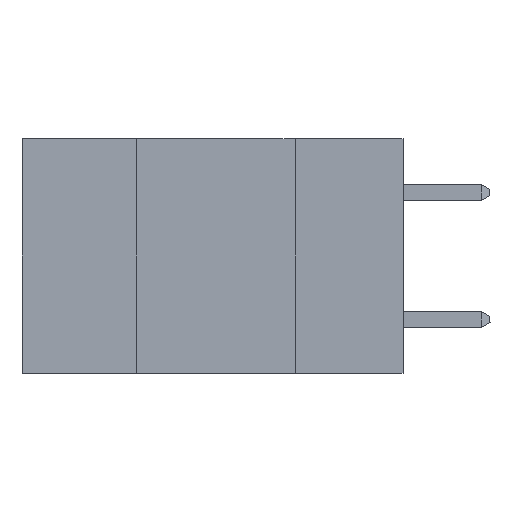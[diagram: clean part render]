
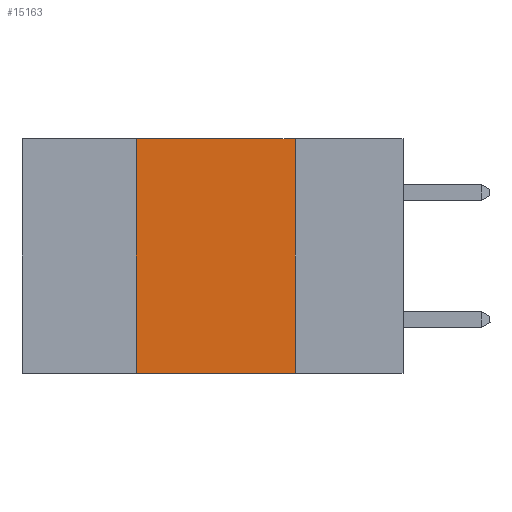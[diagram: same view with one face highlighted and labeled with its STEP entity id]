
A CAD part, left-side view. The second image highlights one B-rep face of the part: STEP entity #15163.
In plain terms, the highlighted planar face has unit normal (-1, 0, 0).
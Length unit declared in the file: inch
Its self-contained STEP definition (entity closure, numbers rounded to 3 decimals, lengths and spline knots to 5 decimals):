
#476 = VERTEX_POINT ( 'NONE', #6408 ) ;
#605 = DIRECTION ( 'NONE',  ( 0., 0., -1. ) ) ;
#2337 = VECTOR ( 'NONE', #17271, 39.37008 ) ;
#3684 = LINE ( 'NONE', #11789, #7981 ) ;
#4848 = CARTESIAN_POINT ( 'NONE',  ( 0., 0.6, 0. ) ) ;
#5755 = CARTESIAN_POINT ( 'NONE',  ( 0., 0.42, -0.37 ) ) ;
#6408 = CARTESIAN_POINT ( 'NONE',  ( 0., 0.17, -0.37 ) ) ;
#6530 = CARTESIAN_POINT ( 'NONE',  ( 0., 0.6, -0.37 ) ) ;
#6810 = DIRECTION ( 'NONE',  ( 1., 0., 0. ) ) ;
#7002 = LINE ( 'NONE', #23049, #19874 ) ;
#7309 = LINE ( 'NONE', #15371, #2337 ) ;
#7452 = CARTESIAN_POINT ( 'NONE',  ( 0., 0.17, 0. ) ) ;
#7981 = VECTOR ( 'NONE', #605, 39.37008 ) ;
#8718 = EDGE_CURVE ( 'NONE', #19435, #476, #20105, .T. ) ;
#8972 = ORIENTED_EDGE ( 'NONE', *, *, #17992, .F. ) ;
#9427 = CARTESIAN_POINT ( 'NONE',  ( 0., 0.42, 0. ) ) ;
#10093 = VERTEX_POINT ( 'NONE', #9427 ) ;
#11716 = AXIS2_PLACEMENT_3D ( 'NONE', #4848, #6810, #19592 ) ;
#11789 = CARTESIAN_POINT ( 'NONE',  ( 0., 0.17, 0. ) ) ;
#12078 = DIRECTION ( 'NONE',  ( 0., -1., 0. ) ) ;
#12344 = ORIENTED_EDGE ( 'NONE', *, *, #14988, .F. ) ;
#14730 = VERTEX_POINT ( 'NONE', #7452 ) ;
#14988 = EDGE_CURVE ( 'NONE', #14730, #476, #3684, .T. ) ;
#15163 = ADVANCED_FACE ( 'NONE', ( #19125 ), #17753, .F. ) ;
#15247 = VECTOR ( 'NONE', #12078, 39.37008 ) ;
#15371 = CARTESIAN_POINT ( 'NONE',  ( 0., 0.42, 0. ) ) ;
#17269 = EDGE_CURVE ( 'NONE', #19435, #10093, #7309, .T. ) ;
#17271 = DIRECTION ( 'NONE',  ( 0., 0., 1. ) ) ;
#17665 = DIRECTION ( 'NONE',  ( 0., -1., 0. ) ) ;
#17753 = PLANE ( 'NONE',  #11716 ) ;
#17992 = EDGE_CURVE ( 'NONE', #10093, #14730, #7002, .T. ) ;
#19125 = FACE_OUTER_BOUND ( 'NONE', #22709, .T. ) ;
#19435 = VERTEX_POINT ( 'NONE', #5755 ) ;
#19592 = DIRECTION ( 'NONE',  ( 0., 0., -1. ) ) ;
#19874 = VECTOR ( 'NONE', #17665, 39.37008 ) ;
#20105 = LINE ( 'NONE', #6530, #15247 ) ;
#22099 = ORIENTED_EDGE ( 'NONE', *, *, #8718, .T. ) ;
#22433 = ORIENTED_EDGE ( 'NONE', *, *, #17269, .F. ) ;
#22709 = EDGE_LOOP ( 'NONE', ( #12344, #8972, #22433, #22099 ) ) ;
#23049 = CARTESIAN_POINT ( 'NONE',  ( 0., 0.6, 0. ) ) ;
